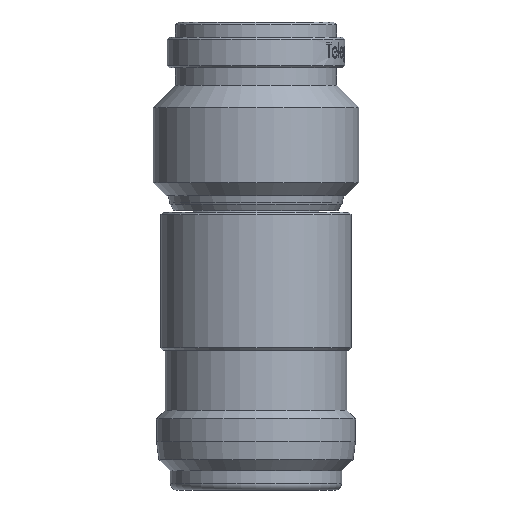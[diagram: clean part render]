
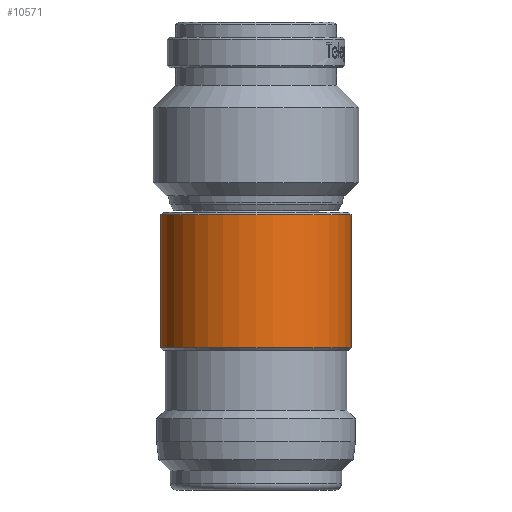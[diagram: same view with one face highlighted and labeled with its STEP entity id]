
A CAD part, front view. The second image highlights one B-rep face of the part: STEP entity #10571.
In plain terms, the highlighted cylindrical face has radius 7.5 mm (diameter 15 mm), a partial arc.
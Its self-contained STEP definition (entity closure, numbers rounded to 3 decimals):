
#46 = DIRECTION ( 'NONE',  ( 0., 0., 1. ) ) ;
#685 = DIRECTION ( 'NONE',  ( 0., 0., 1. ) ) ;
#989 = CARTESIAN_POINT ( 'NONE',  ( 7.5, 0., -14.2 ) ) ;
#1715 = DIRECTION ( 'NONE',  ( 1., 0., 0. ) ) ;
#1934 = CARTESIAN_POINT ( 'NONE',  ( -7.5, 0., -14.2 ) ) ;
#2129 = CYLINDRICAL_SURFACE ( 'NONE', #13056, 7.5 ) ;
#2576 = ORIENTED_EDGE ( 'NONE', *, *, #5875, .T. ) ;
#3311 = CIRCLE ( 'NONE', #17854, 7.5 ) ;
#3550 = EDGE_LOOP ( 'NONE', ( #4082, #2576, #17205, #15551 ) ) ;
#3551 = VECTOR ( 'NONE', #19417, 1000. ) ;
#3638 = AXIS2_PLACEMENT_3D ( 'NONE', #9247, #46, #10795 ) ;
#4042 = FACE_OUTER_BOUND ( 'NONE', #3550, .T. ) ;
#4082 = ORIENTED_EDGE ( 'NONE', *, *, #10827, .F. ) ;
#4932 = CIRCLE ( 'NONE', #3638, 7.5 ) ;
#5609 = EDGE_CURVE ( 'NONE', #19204, #9364, #7862, .T. ) ;
#5875 = EDGE_CURVE ( 'NONE', #8079, #19204, #3311, .T. ) ;
#7723 = DIRECTION ( 'NONE',  ( 0., 0., 1. ) ) ;
#7862 = LINE ( 'NONE', #11434, #11958 ) ;
#8079 = VERTEX_POINT ( 'NONE', #17116 ) ;
#8090 = LINE ( 'NONE', #17892, #3551 ) ;
#8996 = CARTESIAN_POINT ( 'NONE',  ( 0., 0., -24.7 ) ) ;
#9247 = CARTESIAN_POINT ( 'NONE',  ( 0., 0., -14.2 ) ) ;
#9284 = CARTESIAN_POINT ( 'NONE',  ( 0., 0., 0. ) ) ;
#9364 = VERTEX_POINT ( 'NONE', #989 ) ;
#9419 = CARTESIAN_POINT ( 'NONE',  ( 7.5, 0., -24.7 ) ) ;
#10551 = DIRECTION ( 'NONE',  ( 1., 0., 0. ) ) ;
#10571 = ADVANCED_FACE ( 'NONE', ( #4042 ), #2129, .T. ) ;
#10795 = DIRECTION ( 'NONE',  ( 1., 0., 0. ) ) ;
#10827 = EDGE_CURVE ( 'NONE', #8079, #18718, #8090, .T. ) ;
#11434 = CARTESIAN_POINT ( 'NONE',  ( 7.5, 0., 0. ) ) ;
#11958 = VECTOR ( 'NONE', #685, 1000. ) ;
#13056 = AXIS2_PLACEMENT_3D ( 'NONE', #9284, #7723, #1715 ) ;
#15551 = ORIENTED_EDGE ( 'NONE', *, *, #17191, .F. ) ;
#17116 = CARTESIAN_POINT ( 'NONE',  ( -7.5, 0., -24.7 ) ) ;
#17191 = EDGE_CURVE ( 'NONE', #18718, #9364, #4932, .T. ) ;
#17205 = ORIENTED_EDGE ( 'NONE', *, *, #5609, .T. ) ;
#17854 = AXIS2_PLACEMENT_3D ( 'NONE', #8996, #19695, #10551 ) ;
#17892 = CARTESIAN_POINT ( 'NONE',  ( -7.5, 0., 0. ) ) ;
#18718 = VERTEX_POINT ( 'NONE', #1934 ) ;
#19204 = VERTEX_POINT ( 'NONE', #9419 ) ;
#19417 = DIRECTION ( 'NONE',  ( 0., 0., 1. ) ) ;
#19695 = DIRECTION ( 'NONE',  ( 0., 0., 1. ) ) ;
